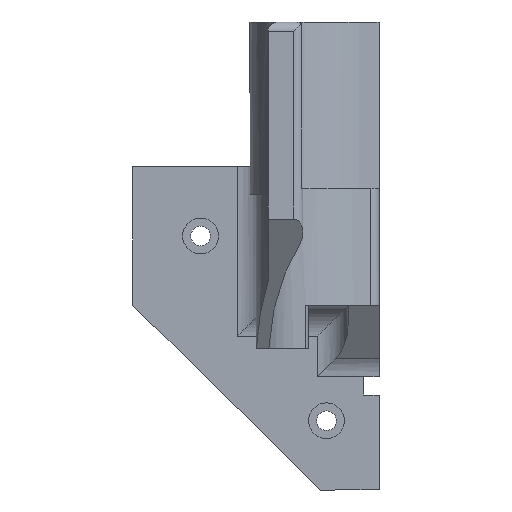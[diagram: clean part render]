
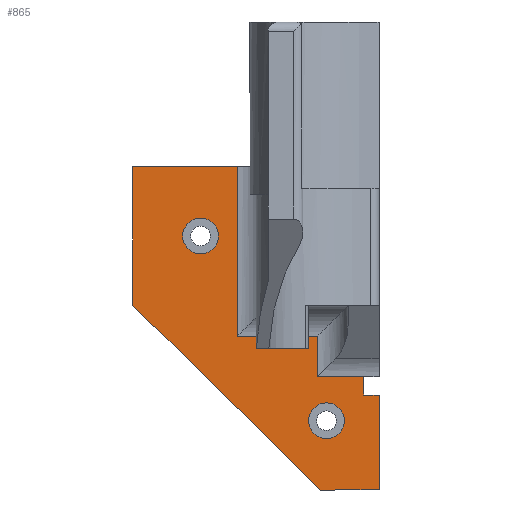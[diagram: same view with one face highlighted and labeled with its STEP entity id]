
A CAD part, front view. The second image highlights one B-rep face of the part: STEP entity #865.
In plain terms, the highlighted planar face has unit normal (0, -1, 0).
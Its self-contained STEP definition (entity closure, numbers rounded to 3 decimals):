
#17 = DIRECTION ( 'NONE',  ( 0., 0., 1. ) ) ;
#34 = DIRECTION ( 'NONE',  ( 0., -1., 0. ) ) ;
#35 = ORIENTED_EDGE ( 'NONE', *, *, #1042, .T. ) ;
#40 = VECTOR ( 'NONE', #264, 1000. ) ;
#69 = CARTESIAN_POINT ( 'NONE',  ( 0., 9.2, 140. ) ) ;
#89 = CIRCLE ( 'NONE', #150, 2.9 ) ;
#98 = ORIENTED_EDGE ( 'NONE', *, *, #1647, .F. ) ;
#128 = CARTESIAN_POINT ( 'NONE',  ( -10., 9.2, 65. ) ) ;
#135 = CARTESIAN_POINT ( 'NONE',  ( -40., 9.2, 92.5 ) ) ;
#145 = CARTESIAN_POINT ( 'NONE',  ( -23., 9.2, 65. ) ) ;
#148 = VECTOR ( 'NONE', #1456, 1000. ) ;
#150 = AXIS2_PLACEMENT_3D ( 'NONE', #1344, #983, #822 ) ;
#163 = CARTESIAN_POINT ( 'NONE',  ( 0., 9.2, 92.5 ) ) ;
#216 = CARTESIAN_POINT ( 'NONE',  ( -9.5, 9.2, 40. ) ) ;
#229 = LINE ( 'NONE', #970, #1701 ) ;
#241 = DIRECTION ( 'NONE',  ( 0., 0., -1. ) ) ;
#264 = DIRECTION ( 'NONE',  ( 0., 0., 1. ) ) ;
#275 = CARTESIAN_POINT ( 'NONE',  ( -40., 9.2, 70. ) ) ;
#276 = LINE ( 'NONE', #1922, #1650 ) ;
#281 = EDGE_CURVE ( 'NONE', #2256, #2063, #1906, .T. ) ;
#282 = ORIENTED_EDGE ( 'NONE', *, *, #677, .T. ) ;
#306 = LINE ( 'NONE', #1607, #148 ) ;
#307 = CARTESIAN_POINT ( 'NONE',  ( -8.55, 9.2, 48.35 ) ) ;
#318 = CARTESIAN_POINT ( 'NONE',  ( -23., 9.2, 92.5 ) ) ;
#341 = VECTOR ( 'NONE', #1571, 1000. ) ;
#358 = ORIENTED_EDGE ( 'NONE', *, *, #2198, .F. ) ;
#369 = LINE ( 'NONE', #1554, #2139 ) ;
#379 = CARTESIAN_POINT ( 'NONE',  ( -29., 9.2, 84.15 ) ) ;
#426 = EDGE_CURVE ( 'NONE', #505, #518, #229, .T. ) ;
#429 = EDGE_CURVE ( 'NONE', #1188, #2063, #276, .T. ) ;
#449 = VERTEX_POINT ( 'NONE', #663 ) ;
#466 = EDGE_CURVE ( 'NONE', #1256, #2256, #1172, .T. ) ;
#493 = CARTESIAN_POINT ( 'NONE',  ( -10., 9.2, 58.424 ) ) ;
#505 = VERTEX_POINT ( 'NONE', #145 ) ;
#516 = VERTEX_POINT ( 'NONE', #493 ) ;
#518 = VERTEX_POINT ( 'NONE', #318 ) ;
#541 = CARTESIAN_POINT ( 'NONE',  ( -29., 9.2, 81.25 ) ) ;
#557 = EDGE_CURVE ( 'NONE', #1110, #516, #724, .T. ) ;
#558 = VECTOR ( 'NONE', #1868, 1000. ) ;
#620 = ORIENTED_EDGE ( 'NONE', *, *, #426, .T. ) ;
#623 = DIRECTION ( 'NONE',  ( 0., 0., -1. ) ) ;
#627 = DIRECTION ( 'NONE',  ( 0., 0., -1. ) ) ;
#631 = CIRCLE ( 'NONE', #1074, 2.9 ) ;
#649 = CARTESIAN_POINT ( 'NONE',  ( 0., 9.2, 58.424 ) ) ;
#659 = DIRECTION ( 'NONE',  ( -1., 0., 0. ) ) ;
#663 = CARTESIAN_POINT ( 'NONE',  ( -29., 9.2, 78.35 ) ) ;
#666 = ORIENTED_EDGE ( 'NONE', *, *, #1682, .T. ) ;
#677 = EDGE_CURVE ( 'NONE', #1453, #505, #369, .T. ) ;
#691 = VECTOR ( 'NONE', #2272, 1000. ) ;
#705 = ORIENTED_EDGE ( 'NONE', *, *, #2233, .T. ) ;
#706 = AXIS2_PLACEMENT_3D ( 'NONE', #2175, #34, #17 ) ;
#712 = DIRECTION ( 'NONE',  ( 0., 0., 1. ) ) ;
#724 = LINE ( 'NONE', #649, #558 ) ;
#737 = DIRECTION ( 'NONE',  ( 0., -1., 0. ) ) ;
#742 = CARTESIAN_POINT ( 'NONE',  ( 0., 9.2, 55.424 ) ) ;
#779 = EDGE_CURVE ( 'NONE', #872, #1513, #89, .T. ) ;
#812 = CARTESIAN_POINT ( 'NONE',  ( 0., 9.2, 140. ) ) ;
#822 = DIRECTION ( 'NONE',  ( 0., 0., 1. ) ) ;
#865 = ADVANCED_FACE ( 'NONE', ( #2045, #1563, #2213 ), #1163, .F. ) ;
#872 = VERTEX_POINT ( 'NONE', #1521 ) ;
#876 = ORIENTED_EDGE ( 'NONE', *, *, #429, .T. ) ;
#897 = CARTESIAN_POINT ( 'NONE',  ( -29., 9.2, 81.25 ) ) ;
#928 = EDGE_LOOP ( 'NONE', ( #1280, #358 ) ) ;
#970 = CARTESIAN_POINT ( 'NONE',  ( -23., 9.2, 92.5 ) ) ;
#983 = DIRECTION ( 'NONE',  ( 0., -1., 0. ) ) ;
#995 = CIRCLE ( 'NONE', #1913, 2.9 ) ;
#1009 = ORIENTED_EDGE ( 'NONE', *, *, #1637, .F. ) ;
#1022 = DIRECTION ( 'NONE',  ( 1., 0., 0. ) ) ;
#1042 = EDGE_CURVE ( 'NONE', #516, #1453, #1241, .T. ) ;
#1062 = CARTESIAN_POINT ( 'NONE',  ( -10., 9.2, 140. ) ) ;
#1066 = DIRECTION ( 'NONE',  ( 0., -1., 0. ) ) ;
#1074 = AXIS2_PLACEMENT_3D ( 'NONE', #897, #1066, #712 ) ;
#1110 = VERTEX_POINT ( 'NONE', #2127 ) ;
#1126 = EDGE_CURVE ( 'NONE', #1513, #872, #1944, .T. ) ;
#1163 = PLANE ( 'NONE',  #2059 ) ;
#1172 = LINE ( 'NONE', #1367, #691 ) ;
#1183 = ORIENTED_EDGE ( 'NONE', *, *, #281, .F. ) ;
#1188 = VERTEX_POINT ( 'NONE', #216 ) ;
#1226 = CARTESIAN_POINT ( 'NONE',  ( -2.5, 9.2, 55.424 ) ) ;
#1241 = LINE ( 'NONE', #1062, #341 ) ;
#1256 = VERTEX_POINT ( 'NONE', #1226 ) ;
#1267 = ORIENTED_EDGE ( 'NONE', *, *, #557, .T. ) ;
#1280 = ORIENTED_EDGE ( 'NONE', *, *, #2163, .F. ) ;
#1297 = VECTOR ( 'NONE', #2285, 1000. ) ;
#1317 = DIRECTION ( 'NONE',  ( 0., 1., 0. ) ) ;
#1344 = CARTESIAN_POINT ( 'NONE',  ( -8.55, 9.2, 51.25 ) ) ;
#1365 = EDGE_LOOP ( 'NONE', ( #1183, #1423, #98, #1267, #35, #282, #620, #666, #1009, #705, #876 ) ) ;
#1367 = CARTESIAN_POINT ( 'NONE',  ( 0., 9.2, 55.424 ) ) ;
#1423 = ORIENTED_EDGE ( 'NONE', *, *, #466, .F. ) ;
#1424 = VECTOR ( 'NONE', #241, 1000. ) ;
#1425 = LINE ( 'NONE', #1880, #40 ) ;
#1448 = ORIENTED_EDGE ( 'NONE', *, *, #779, .F. ) ;
#1453 = VERTEX_POINT ( 'NONE', #128 ) ;
#1456 = DIRECTION ( 'NONE',  ( 0.713, 0., -0.701 ) ) ;
#1503 = EDGE_LOOP ( 'NONE', ( #1448, #1870 ) ) ;
#1513 = VERTEX_POINT ( 'NONE', #307 ) ;
#1521 = CARTESIAN_POINT ( 'NONE',  ( -8.55, 9.2, 54.15 ) ) ;
#1551 = VERTEX_POINT ( 'NONE', #275 ) ;
#1554 = CARTESIAN_POINT ( 'NONE',  ( 0., 9.2, 65. ) ) ;
#1563 = FACE_BOUND ( 'NONE', #928, .T. ) ;
#1571 = DIRECTION ( 'NONE',  ( 0., 0., 1. ) ) ;
#1592 = VECTOR ( 'NONE', #627, 1000. ) ;
#1607 = CARTESIAN_POINT ( 'NONE',  ( -54.665, 9.2, 84.424 ) ) ;
#1637 = EDGE_CURVE ( 'NONE', #1551, #1859, #1425, .T. ) ;
#1647 = EDGE_CURVE ( 'NONE', #1110, #1256, #2269, .T. ) ;
#1650 = VECTOR ( 'NONE', #1022, 1000. ) ;
#1682 = EDGE_CURVE ( 'NONE', #518, #1859, #2296, .T. ) ;
#1691 = CARTESIAN_POINT ( 'NONE',  ( -2.5, 9.2, 55.424 ) ) ;
#1701 = VECTOR ( 'NONE', #2229, 1000. ) ;
#1760 = CARTESIAN_POINT ( 'NONE',  ( 0., 9.2, 40. ) ) ;
#1859 = VERTEX_POINT ( 'NONE', #135 ) ;
#1868 = DIRECTION ( 'NONE',  ( -1., 0., 0. ) ) ;
#1870 = ORIENTED_EDGE ( 'NONE', *, *, #1126, .F. ) ;
#1880 = CARTESIAN_POINT ( 'NONE',  ( -40., 9.2, 140. ) ) ;
#1906 = LINE ( 'NONE', #69, #1424 ) ;
#1913 = AXIS2_PLACEMENT_3D ( 'NONE', #541, #737, #1986 ) ;
#1922 = CARTESIAN_POINT ( 'NONE',  ( 0., 9.2, 40. ) ) ;
#1944 = CIRCLE ( 'NONE', #706, 2.9 ) ;
#1986 = DIRECTION ( 'NONE',  ( 0., 0., 1. ) ) ;
#2045 = FACE_BOUND ( 'NONE', #1503, .T. ) ;
#2059 = AXIS2_PLACEMENT_3D ( 'NONE', #812, #1317, #623 ) ;
#2063 = VERTEX_POINT ( 'NONE', #1760 ) ;
#2127 = CARTESIAN_POINT ( 'NONE',  ( -2.5, 9.2, 58.424 ) ) ;
#2139 = VECTOR ( 'NONE', #659, 1000. ) ;
#2163 = EDGE_CURVE ( 'NONE', #2216, #449, #631, .T. ) ;
#2175 = CARTESIAN_POINT ( 'NONE',  ( -8.55, 9.2, 51.25 ) ) ;
#2198 = EDGE_CURVE ( 'NONE', #449, #2216, #995, .T. ) ;
#2213 = FACE_OUTER_BOUND ( 'NONE', #1365, .T. ) ;
#2216 = VERTEX_POINT ( 'NONE', #379 ) ;
#2229 = DIRECTION ( 'NONE',  ( 0., 0., 1. ) ) ;
#2233 = EDGE_CURVE ( 'NONE', #1551, #1188, #306, .T. ) ;
#2256 = VERTEX_POINT ( 'NONE', #742 ) ;
#2269 = LINE ( 'NONE', #1691, #1592 ) ;
#2272 = DIRECTION ( 'NONE',  ( 1., 0., 0. ) ) ;
#2285 = DIRECTION ( 'NONE',  ( -1., 0., 0. ) ) ;
#2296 = LINE ( 'NONE', #163, #1297 ) ;
